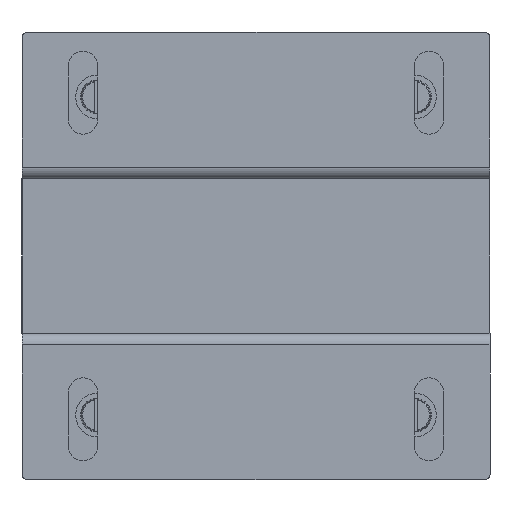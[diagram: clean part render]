
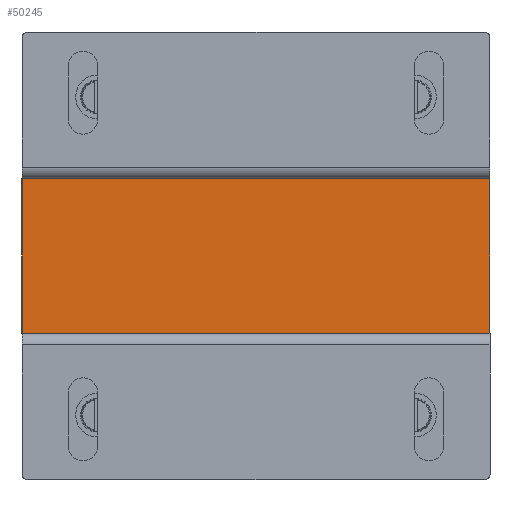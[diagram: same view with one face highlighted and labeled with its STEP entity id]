
A CAD part, front view. The second image highlights one B-rep face of the part: STEP entity #50245.
In plain terms, the highlighted planar face has unit normal (0, -1, 0).
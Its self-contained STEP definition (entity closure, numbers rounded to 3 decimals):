
#3297 = DIRECTION ( 'NONE',  ( -1., 0., 0. ) ) ;
#5326 = CARTESIAN_POINT ( 'NONE',  ( -196.51, -22.267, 177.304 ) ) ;
#8907 = EDGE_CURVE ( 'NONE', #29966, #13437, #78821, .T. ) ;
#13437 = VERTEX_POINT ( 'NONE', #81830 ) ;
#14698 = VECTOR ( 'NONE', #107956, 1000. ) ;
#15792 = CARTESIAN_POINT ( 'NONE',  ( -100.51, -22.267, 177.304 ) ) ;
#24162 = EDGE_CURVE ( 'NONE', #13437, #104591, #116431, .T. ) ;
#24690 = FACE_OUTER_BOUND ( 'NONE', #87633, .T. ) ;
#26573 = LINE ( 'NONE', #77924, #53451 ) ;
#29966 = VERTEX_POINT ( 'NONE', #90562 ) ;
#34209 = DIRECTION ( 'NONE',  ( 0., 0., 1. ) ) ;
#37665 = EDGE_CURVE ( 'NONE', #29966, #53380, #78125, .T. ) ;
#50245 = ADVANCED_FACE ( 'NONE', ( #24690 ), #131527, .F. ) ;
#53380 = VERTEX_POINT ( 'NONE', #5326 ) ;
#53451 = VECTOR ( 'NONE', #34209, 1000. ) ;
#67665 = CARTESIAN_POINT ( 'NONE',  ( -100.51, -22.267, 177.304 ) ) ;
#68743 = ORIENTED_EDGE ( 'NONE', *, *, #104209, .F. ) ;
#69102 = DIRECTION ( 'NONE',  ( 0., 0., 1. ) ) ;
#77924 = CARTESIAN_POINT ( 'NONE',  ( -196.51, -22.267, 177.304 ) ) ;
#78125 = LINE ( 'NONE', #67665, #88681 ) ;
#78821 = LINE ( 'NONE', #15792, #93735 ) ;
#81830 = CARTESIAN_POINT ( 'NONE',  ( -100.51, -22.267, 209.054 ) ) ;
#82166 = CARTESIAN_POINT ( 'NONE',  ( -100.51, -22.267, 177.304 ) ) ;
#87633 = EDGE_LOOP ( 'NONE', ( #109352, #68743, #136193, #95058 ) ) ;
#88681 = VECTOR ( 'NONE', #3297, 1000. ) ;
#89200 = CARTESIAN_POINT ( 'NONE',  ( -100.51, -22.267, 209.054 ) ) ;
#90562 = CARTESIAN_POINT ( 'NONE',  ( -100.51, -22.267, 177.304 ) ) ;
#93735 = VECTOR ( 'NONE', #69102, 1000. ) ;
#95058 = ORIENTED_EDGE ( 'NONE', *, *, #8907, .T. ) ;
#100587 = CARTESIAN_POINT ( 'NONE',  ( -196.51, -22.267, 209.054 ) ) ;
#104209 = EDGE_CURVE ( 'NONE', #53380, #104591, #26573, .T. ) ;
#104591 = VERTEX_POINT ( 'NONE', #100587 ) ;
#104928 = AXIS2_PLACEMENT_3D ( 'NONE', #82166, #135025, #124505 ) ;
#107956 = DIRECTION ( 'NONE',  ( -1., 0., 0. ) ) ;
#109352 = ORIENTED_EDGE ( 'NONE', *, *, #24162, .T. ) ;
#116431 = LINE ( 'NONE', #89200, #14698 ) ;
#124505 = DIRECTION ( 'NONE',  ( 0., 0., -1. ) ) ;
#131527 = PLANE ( 'NONE',  #104928 ) ;
#135025 = DIRECTION ( 'NONE',  ( 0., 1., 0. ) ) ;
#136193 = ORIENTED_EDGE ( 'NONE', *, *, #37665, .F. ) ;
